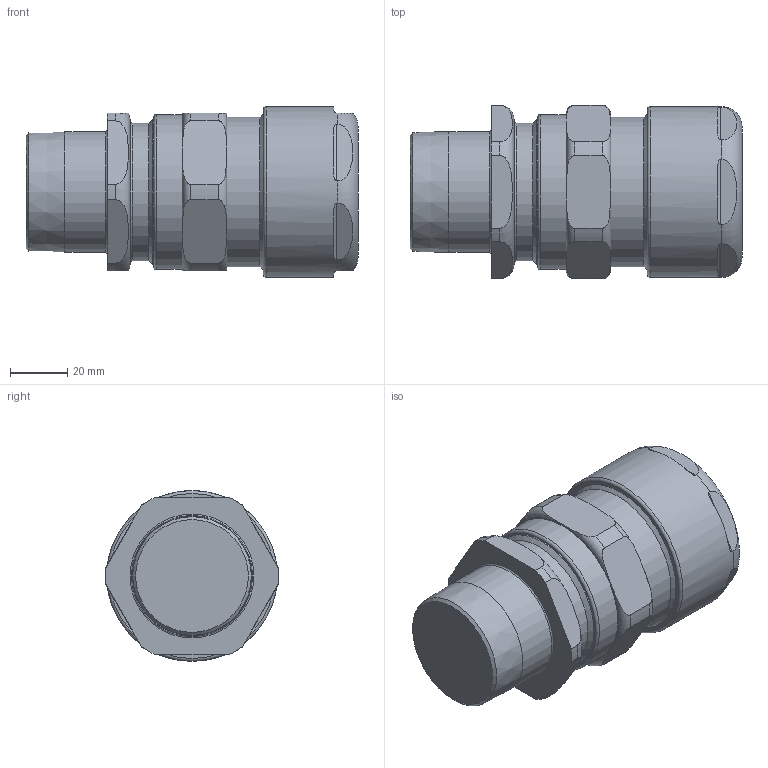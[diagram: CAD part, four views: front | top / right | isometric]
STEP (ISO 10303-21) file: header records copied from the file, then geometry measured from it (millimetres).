
FILE_DESCRIPTION(/* description */ (''),/* implementation_level */ '2;1');
FILE_NAME(/* name */ '501_453_RAC_X C2_1_1_4_NPT.stp',/* time_stamp */ '2021-02-09T15:36:03+05:00',/* author */ ('jgandhi'),/* organization */ (''),/* preprocessor_version */ 'ST-DEVELOPER v18',/* originating_system */ 'Autodesk Inventor 2020',/* authorisation */ '');
FILE_SCHEMA (('AUTOMOTIVE_DESIGN { 1 0 10303 214 3 1 1 }'));
Length unit declared in the file: millimetre
Products named in the file (1): 501_453_RAC_X C2_1_1_4_NPT
Bounding box: 115.72 x 60.57 x 59.5 mm (x, y, z)
Volume: 362538.8 mm3; surface area: 72421.9 mm2
Topology: 9 solids, 9 shells, 439 faces, 1263 edges, 844 vertices
Faces by surface type: torus 137, cylinder 124, cone 92, plane 84, sphere 2
Full cylindrical faces by diameter (mm): 0.8 x6, 32.5 x1, 41.45 x1, 42 x1, 42.16 x1, 42.3 x2, 45.8 x1, 46.8 x1, 46.9 x1, 47.6 x3, 47.9 x1, 50.8 x1, 52.2 x2, 53 x1, 53.95 x1, 54.644 x1, 59.5 x1
Entity records: 18330 total; most frequent: CARTESIAN_POINT 6627, ORIENTED_EDGE 2522, DIRECTION 2332, EDGE_CURVE 1261, AXIS2_PLACEMENT_3D 1030, VERTEX_POINT 844, CIRCLE 590, EDGE_LOOP 447
